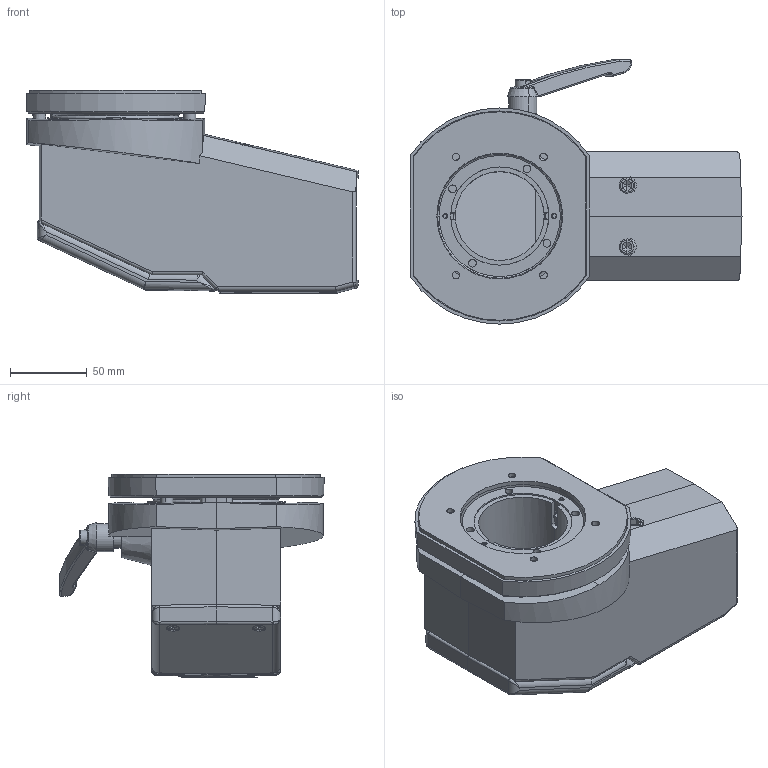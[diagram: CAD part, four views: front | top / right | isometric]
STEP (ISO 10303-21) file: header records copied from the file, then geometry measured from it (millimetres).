
FILE_DESCRIPTION (( 'STEP AP214' ), '1' );
FILE_NAME ('49617800.STEP', '2022-05-04T07:43:59', ( '' ), ( '' ), 'SwSTEP 2.0', 'SolidWorks 2020', '' );
FILE_SCHEMA (( 'AUTOMOTIVE_DESIGN' ));
Length unit declared in the file: millimetre
Products named in the file (24): 12666_mit Bearbeitung.STEP; 92261.STEP; 93248.STEP; 12665_Bearbeitung.STEP; 82115.STEP; 83003.STEP; 94619_Einbau.STEP; 84077.STEP; 93204.STEP; 12676.STEP; 49617800; 12535.STEP; 94638.STEP; 93232.STEP; 93231.STEP; 94643.STEP; 82126.STEP; 82125.STEP; 93065.STEP; 93501.STEP; 49617800.STEP; 94553.STEP; 82172_Aufbau konfigur..STEP; 84078.STEP
Assembly tree (32 placements, depth 3):
  49617800
    49617800.STEP
      12665_Bearbeitung.STEP
      12666_mit Bearbeitung.STEP
      12676.STEP
      84077.STEP
      84078.STEP
      94638.STEP
      94643.STEP
      12535.STEP
      83003.STEP
      93501.STEP
      94553.STEP
      94619_Einbau.STEP
      82172_Aufbau konfigur..STEP
      82126.STEP
      82115.STEP
      82125.STEP
      93232.STEP  x4
      93231.STEP  x2
      93204.STEP  x2
      93065.STEP  x2
      93248.STEP  x4
      92261.STEP
Bounding box: 216.5 x 172.46 x 132.85 mm (x, y, z)
Volume: 1090514.7 mm3; surface area: 322458.2 mm2
Topology: 31 solids, 31 shells, 3292 faces, 8518 edges, 5498 vertices
Faces by surface type: plane 1528, bspline 1157, cylinder 354, cone 194, torus 45, sphere 14
Entity records: 156463 total; most frequent: CARTESIAN_POINT 86296, ORIENTED_EDGE 16132, DIRECTION 10100, EDGE_CURVE 8066, VERTEX_POINT 5264, VECTOR 4466, LINE 4466, EDGE_LOOP 3416
